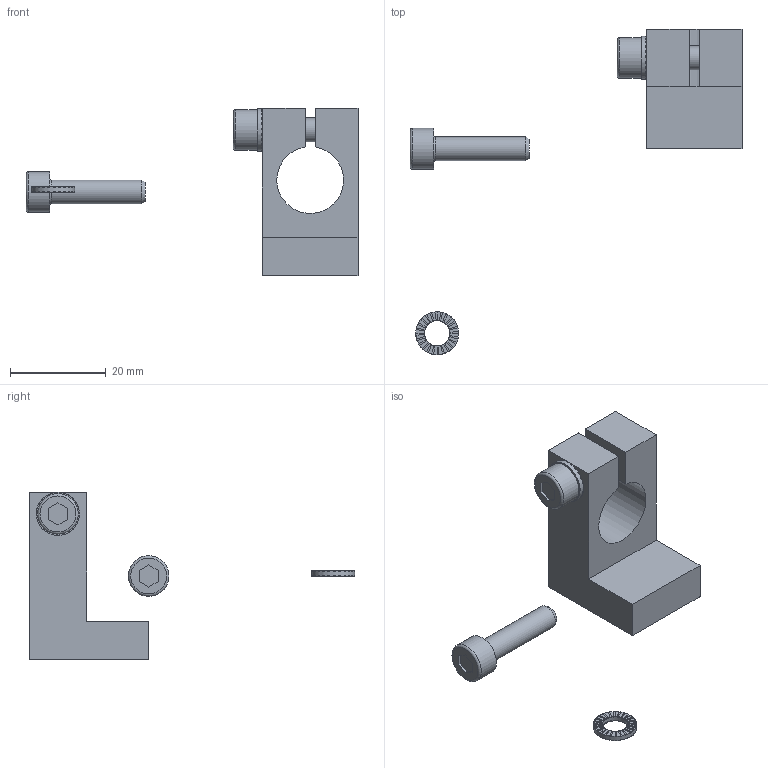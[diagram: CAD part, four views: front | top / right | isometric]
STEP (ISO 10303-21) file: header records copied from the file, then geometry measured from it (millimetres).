
FILE_DESCRIPTION( ( 'Unknown' ), '1' );
FILE_NAME( 'CA.ANS.14.stp', 'Unknown', ( 'Unknown' ), ( 'Unknown' ), 'PSStep 13.0', 'Unknown', ' ' );
FILE_SCHEMA( ( 'AUTOMOTIVE_DESIGN { 1 0 10303 214 1 1 1 1 }' ) );
Length unit declared in the file: millimetre
Products named in the file (4): Assem1; ANS.14; V-tcei M  5 x 20; R.5.SCH
Bounding box: 69.5 x 68.14 x 35 mm (x, y, z)
Volume: 17587.7 mm3; surface area: 9355.9 mm2
Topology: 4 solids, 6 shells, 446 faces, 1296 edges, 860 vertices
Faces by surface type: plane 426, cylinder 14, torus 4, cone 2
Full cylindrical faces by diameter (mm): 4.134 x2, 5 x2, 5.2 x2, 5.3 x2, 8.5 x2, 9 x2
Entity records: 9068 total; most frequent: DIRECTION 1294, CARTESIAN_POINT 1289, ORIENTED_EDGE 1270, EDGE_CURVE 635, AXIS2_PLACEMENT_3D 432, LINE 430, VECTOR 430, VERTEX_POINT 427
